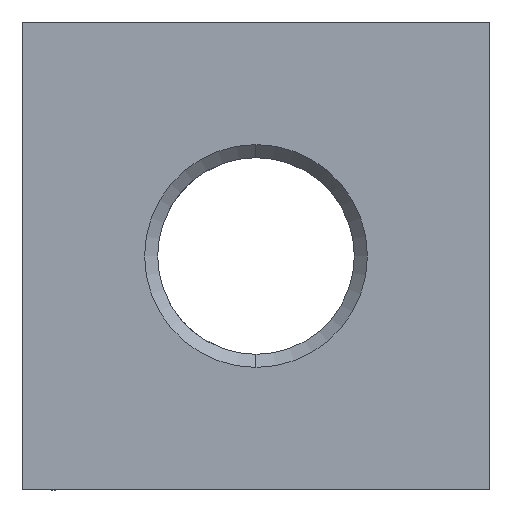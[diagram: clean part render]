
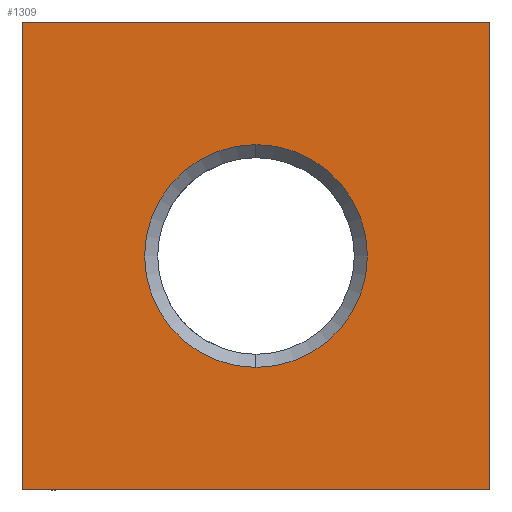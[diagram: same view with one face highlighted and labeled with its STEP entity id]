
A CAD part, left-side view. The second image highlights one B-rep face of the part: STEP entity #1309.
In plain terms, the highlighted planar face has unit normal (-1, 0, 0).
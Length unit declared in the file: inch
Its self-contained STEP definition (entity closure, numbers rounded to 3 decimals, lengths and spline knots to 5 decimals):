
#53 = EDGE_CURVE ( 'NONE', #1107, #561, #128, .T. ) ;
#54 = CARTESIAN_POINT ( 'NONE',  ( -2.125, -0.625, 0.625 ) ) ;
#67 = ORIENTED_EDGE ( 'NONE', *, *, #1501, .T. ) ;
#86 = AXIS2_PLACEMENT_3D ( 'NONE', #958, #458, #1313 ) ;
#100 = DIRECTION ( 'NONE',  ( 1., 0., 0. ) ) ;
#119 = CARTESIAN_POINT ( 'NONE',  ( -2.125, 0., -0.2975 ) ) ;
#128 = LINE ( 'NONE', #1067, #945 ) ;
#152 = VERTEX_POINT ( 'NONE', #119 ) ;
#245 = CARTESIAN_POINT ( 'NONE',  ( -2.125, -0.625, 0.625 ) ) ;
#283 = ORIENTED_EDGE ( 'NONE', *, *, #53, .F. ) ;
#288 = EDGE_CURVE ( 'NONE', #530, #1483, #1277, .T. ) ;
#294 = FACE_OUTER_BOUND ( 'NONE', #509, .T. ) ;
#301 = CARTESIAN_POINT ( 'NONE',  ( -2.125, 0., 0.2975 ) ) ;
#359 = ORIENTED_EDGE ( 'NONE', *, *, #420, .F. ) ;
#371 = VECTOR ( 'NONE', #771, 39.37008 ) ;
#404 = DIRECTION ( 'NONE',  ( 0., 1., 0. ) ) ;
#408 = CARTESIAN_POINT ( 'NONE',  ( -2.125, -0.625, -0.625 ) ) ;
#420 = EDGE_CURVE ( 'NONE', #561, #530, #1577, .T. ) ;
#458 = DIRECTION ( 'NONE',  ( 1., 0., 0. ) ) ;
#492 = VECTOR ( 'NONE', #1416, 39.37008 ) ;
#503 = LINE ( 'NONE', #515, #371 ) ;
#509 = EDGE_LOOP ( 'NONE', ( #359, #283, #1041, #1064 ) ) ;
#515 = CARTESIAN_POINT ( 'NONE',  ( -2.125, 0.625, -0.625 ) ) ;
#530 = VERTEX_POINT ( 'NONE', #1320 ) ;
#551 = DIRECTION ( 'NONE',  ( 0., 0., 1. ) ) ;
#561 = VERTEX_POINT ( 'NONE', #245 ) ;
#568 = PLANE ( 'NONE',  #1302 ) ;
#636 = FACE_BOUND ( 'NONE', #640, .T. ) ;
#640 = EDGE_LOOP ( 'NONE', ( #67, #1602 ) ) ;
#753 = CIRCLE ( 'NONE', #86, 0.2975 ) ;
#771 = DIRECTION ( 'NONE',  ( 0., 0., 1. ) ) ;
#791 = CARTESIAN_POINT ( 'NONE',  ( -2.125, -0.625, 0.625 ) ) ;
#795 = DIRECTION ( 'NONE',  ( -1., 0., 0. ) ) ;
#834 = VECTOR ( 'NONE', #404, 39.37008 ) ;
#837 = VERTEX_POINT ( 'NONE', #301 ) ;
#945 = VECTOR ( 'NONE', #1476, 39.37008 ) ;
#958 = CARTESIAN_POINT ( 'NONE',  ( -2.125, 0., 0. ) ) ;
#1040 = EDGE_CURVE ( 'NONE', #152, #837, #753, .T. ) ;
#1041 = ORIENTED_EDGE ( 'NONE', *, *, #1565, .F. ) ;
#1064 = ORIENTED_EDGE ( 'NONE', *, *, #288, .F. ) ;
#1067 = CARTESIAN_POINT ( 'NONE',  ( -2.125, 0.625, 0.625 ) ) ;
#1107 = VERTEX_POINT ( 'NONE', #1443 ) ;
#1277 = LINE ( 'NONE', #408, #834 ) ;
#1302 = AXIS2_PLACEMENT_3D ( 'NONE', #54, #795, #551 ) ;
#1309 = ADVANCED_FACE ( 'NONE', ( #636, #294 ), #568, .T. ) ;
#1313 = DIRECTION ( 'NONE',  ( 0., 0., 1. ) ) ;
#1320 = CARTESIAN_POINT ( 'NONE',  ( -2.125, -0.625, -0.625 ) ) ;
#1339 = CARTESIAN_POINT ( 'NONE',  ( -2.125, 0.625, -0.625 ) ) ;
#1375 = AXIS2_PLACEMENT_3D ( 'NONE', #1489, #100, #1495 ) ;
#1386 = CIRCLE ( 'NONE', #1375, 0.2975 ) ;
#1416 = DIRECTION ( 'NONE',  ( 0., 0., -1. ) ) ;
#1443 = CARTESIAN_POINT ( 'NONE',  ( -2.125, 0.625, 0.625 ) ) ;
#1476 = DIRECTION ( 'NONE',  ( 0., -1., 0. ) ) ;
#1483 = VERTEX_POINT ( 'NONE', #1339 ) ;
#1489 = CARTESIAN_POINT ( 'NONE',  ( -2.125, 0., 0. ) ) ;
#1495 = DIRECTION ( 'NONE',  ( 0., 0., 1. ) ) ;
#1501 = EDGE_CURVE ( 'NONE', #837, #152, #1386, .T. ) ;
#1565 = EDGE_CURVE ( 'NONE', #1483, #1107, #503, .T. ) ;
#1577 = LINE ( 'NONE', #791, #492 ) ;
#1602 = ORIENTED_EDGE ( 'NONE', *, *, #1040, .T. ) ;
